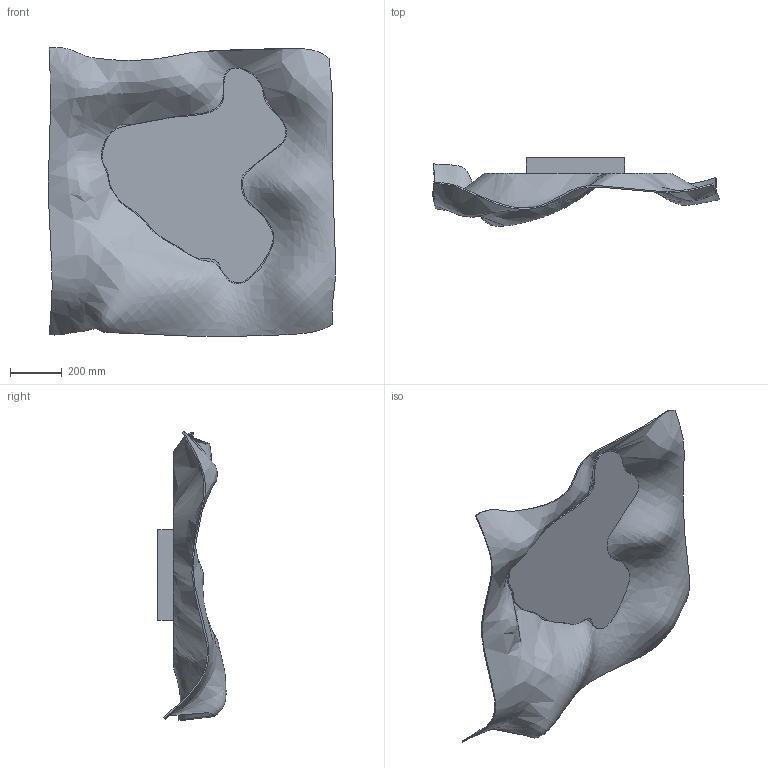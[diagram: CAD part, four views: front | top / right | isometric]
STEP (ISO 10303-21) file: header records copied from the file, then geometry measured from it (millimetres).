
FILE_DESCRIPTION(/* description */ (''),/* implementation_level */ '2;1');
FILE_NAME(/* name */ 'CHRIST~1',/* time_stamp */ '2021-05-19T18:00:36+02:00',/* author */ (''),/* organization */ (''),/* preprocessor_version */ 'ST-DEVELOPER v16.5',/* originating_system */ '',/* authorisation */ '');
FILE_SCHEMA (('AUTOMOTIVE_DESIGN'));
Length unit declared in the file: millimetre
Products named in the file (1): Document
Bounding box: 1108.21 x 263.14 x 1114.22 mm (x, y, z)
Volume: 9875671.5 mm3; surface area: 3630054.8 mm2
Topology: 2 solids, 8 shells, 33 faces, 87 edges, 62 vertices
Faces by surface type: plane 26, bspline 7
Entity records: 52140 total; most frequent: CARTESIAN_POINT 51472, ORIENTED_EDGE 124, EDGE_CURVE 87, B_SPLINE_CURVE_WITH_KNOTS 79, VERTEX_POINT 62, EDGE_LOOP 41, ADVANCED_FACE 33, FACE_OUTER_BOUND 33
